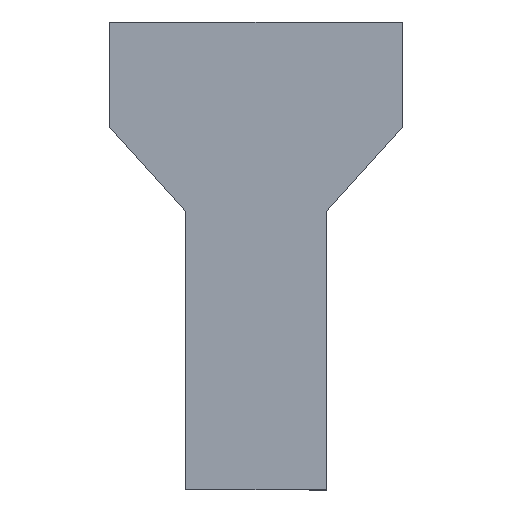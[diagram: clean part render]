
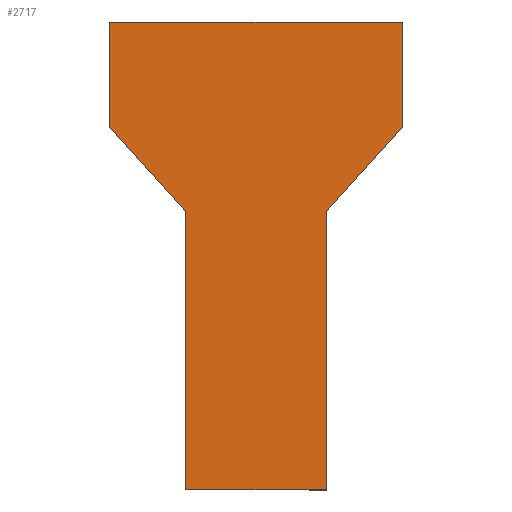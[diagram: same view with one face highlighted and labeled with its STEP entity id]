
A CAD part, front view. The second image highlights one B-rep face of the part: STEP entity #2717.
In plain terms, the highlighted planar face has unit normal (0, -1, 0).
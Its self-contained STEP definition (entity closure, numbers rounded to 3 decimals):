
#121=FACE_OUTER_BOUND('',#300,.T.);
#300=EDGE_LOOP('',(#1825,#1826,#1827,#1828,#1829,#1830,#1831,#1832));
#472=LINE('',#3916,#814);
#476=LINE('',#3924,#818);
#479=LINE('',#3930,#821);
#482=LINE('',#3936,#824);
#485=LINE('',#3942,#827);
#488=LINE('',#3948,#830);
#491=LINE('',#3954,#833);
#494=LINE('',#3959,#836);
#814=VECTOR('',#3144,10.);
#818=VECTOR('',#3150,10.);
#821=VECTOR('',#3155,10.);
#824=VECTOR('',#3160,10.);
#827=VECTOR('',#3165,10.);
#830=VECTOR('',#3170,10.);
#833=VECTOR('',#3175,10.);
#836=VECTOR('',#3180,10.);
#1156=VERTEX_POINT('',#3914);
#1157=VERTEX_POINT('',#3915);
#1160=VERTEX_POINT('',#3923);
#1162=VERTEX_POINT('',#3929);
#1164=VERTEX_POINT('',#3935);
#1166=VERTEX_POINT('',#3941);
#1168=VERTEX_POINT('',#3947);
#1170=VERTEX_POINT('',#3953);
#1408=EDGE_CURVE('',#1156,#1157,#472,.T.);
#1412=EDGE_CURVE('',#1160,#1156,#476,.T.);
#1415=EDGE_CURVE('',#1162,#1160,#479,.T.);
#1418=EDGE_CURVE('',#1164,#1162,#482,.T.);
#1421=EDGE_CURVE('',#1166,#1164,#485,.T.);
#1424=EDGE_CURVE('',#1168,#1166,#488,.T.);
#1427=EDGE_CURVE('',#1170,#1168,#491,.T.);
#1430=EDGE_CURVE('',#1157,#1170,#494,.T.);
#1825=ORIENTED_EDGE('',*,*,#1430,.F.);
#1826=ORIENTED_EDGE('',*,*,#1408,.F.);
#1827=ORIENTED_EDGE('',*,*,#1412,.F.);
#1828=ORIENTED_EDGE('',*,*,#1415,.F.);
#1829=ORIENTED_EDGE('',*,*,#1418,.F.);
#1830=ORIENTED_EDGE('',*,*,#1421,.F.);
#1831=ORIENTED_EDGE('',*,*,#1424,.F.);
#1832=ORIENTED_EDGE('',*,*,#1427,.F.);
#2548=PLANE('',#2935);
#2717=ADVANCED_FACE('',(#121),#2548,.F.);
#2935=AXIS2_PLACEMENT_3D('',#3962,#3184,#3185);
#3144=DIRECTION('',(-0.67,0.,0.742));
#3150=DIRECTION('',(0.,0.,1.));
#3155=DIRECTION('',(-1.,0.,0.));
#3160=DIRECTION('',(0.,0.,-1.));
#3165=DIRECTION('',(-0.67,0.,-0.742));
#3170=DIRECTION('',(0.,0.,-1.));
#3175=DIRECTION('',(1.,0.,0.));
#3180=DIRECTION('',(0.,0.,1.));
#3184=DIRECTION('center_axis',(0.,1.,0.));
#3185=DIRECTION('ref_axis',(1.,0.,0.));
#3914=CARTESIAN_POINT('',(1.043,0.,13.912));
#3915=CARTESIAN_POINT('',(-2.207,0.,17.512));
#3916=CARTESIAN_POINT('',(1.043,0.,13.912));
#3923=CARTESIAN_POINT('',(1.043,0.,2.012));
#3924=CARTESIAN_POINT('',(1.043,0.,2.012));
#3929=CARTESIAN_POINT('',(7.043,0.,2.012));
#3930=CARTESIAN_POINT('',(7.043,0.,2.012));
#3935=CARTESIAN_POINT('',(7.043,0.,13.912));
#3936=CARTESIAN_POINT('',(7.043,0.,13.912));
#3941=CARTESIAN_POINT('',(10.293,0.,17.512));
#3942=CARTESIAN_POINT('',(10.293,0.,17.512));
#3947=CARTESIAN_POINT('',(10.293,0.,22.012));
#3948=CARTESIAN_POINT('',(10.293,0.,22.012));
#3953=CARTESIAN_POINT('',(-2.207,0.,22.012));
#3954=CARTESIAN_POINT('',(-2.207,0.,22.012));
#3959=CARTESIAN_POINT('',(-2.207,0.,17.512));
#3962=CARTESIAN_POINT('Origin',(4.043,0.,12.012));
